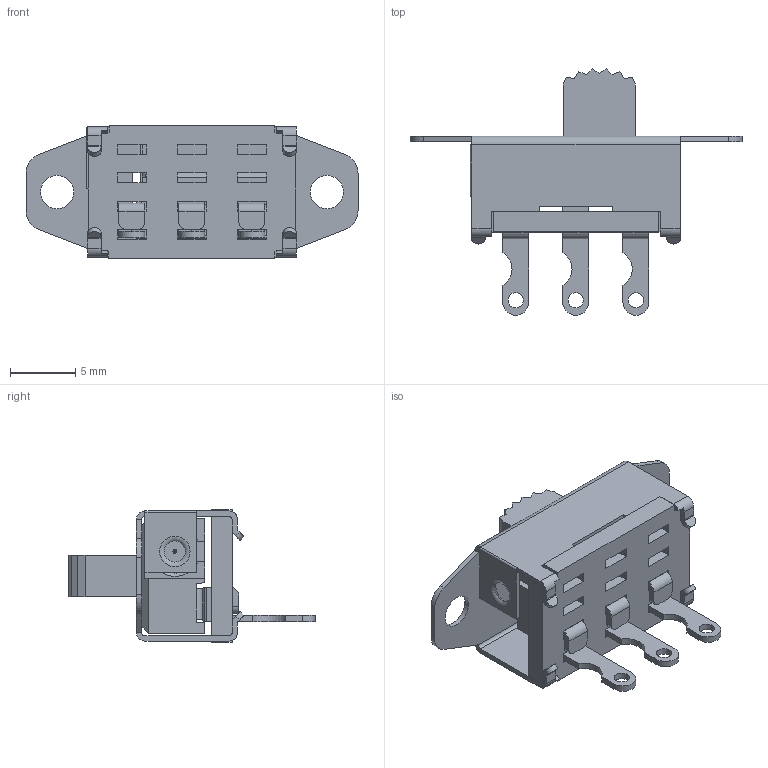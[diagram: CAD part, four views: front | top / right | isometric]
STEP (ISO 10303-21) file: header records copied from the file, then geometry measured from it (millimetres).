
FILE_DESCRIPTION(/* description */ (''),/* implementation_level */ '2;1');
FILE_NAME(/* name */ 'G-133-0000_3D Model.stp',/* time_stamp */ '2023-10-02T09:28:42-04:00',/* author */ ('dwiltbank'),/* organization */ (''),/* preprocessor_version */ 'ST-DEVELOPER v19.2',/* originating_system */ 'Autodesk Inventor 2024',/* authorisation */ '');
FILE_SCHEMA (('AUTOMOTIVE_DESIGN { 1 0 10303 214 3 1 1 }'));
Length unit declared in the file: inch
Products named in the file (1): G-133-0000_Simplify_1
Bounding box: 25.4 x 18.85 x 10.16 mm (x, y, z)
Volume: 821.4 mm3; surface area: 2197.2 mm2
Topology: 1 solids, 1 shells, 361 faces, 1094 edges, 714 vertices
Faces by surface type: plane 253, cylinder 101, cone 3, torus 2, bspline 1, sphere 1
Full cylindrical faces by diameter (mm): 1.168 x3, 1.6 x2, 2.54 x2
Entity records: 12774 total; most frequent: CARTESIAN_POINT 2221, ORIENTED_EDGE 2186, DIRECTION 2039, EDGE_CURVE 1093, LINE 857, VECTOR 857, VERTEX_POINT 714, AXIS2_PLACEMENT_3D 591
